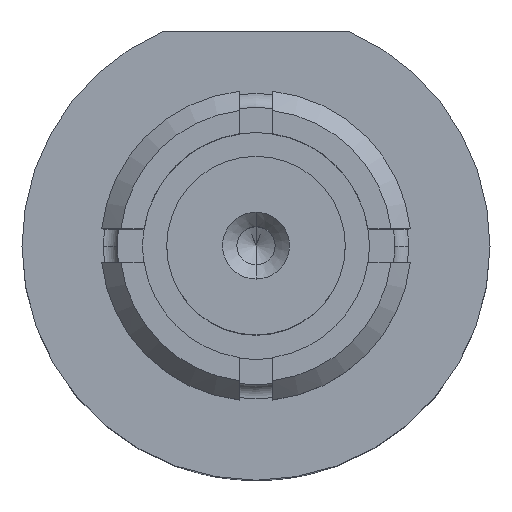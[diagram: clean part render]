
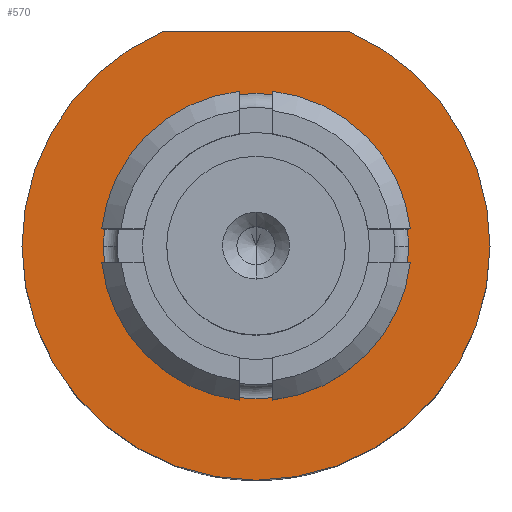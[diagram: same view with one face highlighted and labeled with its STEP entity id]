
A CAD part, top view. The second image highlights one B-rep face of the part: STEP entity #570.
In plain terms, the highlighted planar face has unit normal (0, 0, 1).
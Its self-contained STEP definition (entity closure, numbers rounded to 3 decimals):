
#8 = EDGE_CURVE ( 'NONE', #186, #1239, #1928, .T. ) ;
#34 = DIRECTION ( 'NONE',  ( 1., 0., 0. ) ) ;
#172 = DIRECTION ( 'NONE',  ( 1., 0., 0. ) ) ;
#182 = DIRECTION ( 'NONE',  ( 0., 0., 1. ) ) ;
#186 = VERTEX_POINT ( 'NONE', #1405 ) ;
#200 = EDGE_CURVE ( 'NONE', #1362, #785, #326, .T. ) ;
#290 = ORIENTED_EDGE ( 'NONE', *, *, #200, .T. ) ;
#326 = CIRCLE ( 'NONE', #1161, 2.45 ) ;
#357 = CARTESIAN_POINT ( 'NONE',  ( 0., 0., 1.625 ) ) ;
#383 = LINE ( 'NONE', #1935, #1524 ) ;
#426 = EDGE_CURVE ( 'NONE', #186, #785, #383, .T. ) ;
#497 = FACE_OUTER_BOUND ( 'NONE', #2319, .T. ) ;
#550 = PLANE ( 'NONE',  #866 ) ;
#562 = DIRECTION ( 'NONE',  ( 0., 0., 1. ) ) ;
#570 = ADVANCED_FACE ( 'NONE', ( #497, #1232 ), #550, .T. ) ;
#582 = ORIENTED_EDGE ( 'NONE', *, *, #801, .T. ) ;
#623 = CARTESIAN_POINT ( 'NONE',  ( 0.97, 2.25, 1.625 ) ) ;
#758 = CARTESIAN_POINT ( 'NONE',  ( 2.45, 0., 1.625 ) ) ;
#775 = AXIS2_PLACEMENT_3D ( 'NONE', #1520, #2268, #1908 ) ;
#785 = VERTEX_POINT ( 'NONE', #623 ) ;
#801 = EDGE_CURVE ( 'NONE', #2269, #889, #2090, .T. ) ;
#839 = EDGE_CURVE ( 'NONE', #889, #2269, #1122, .T. ) ;
#866 = AXIS2_PLACEMENT_3D ( 'NONE', #1829, #897, #904 ) ;
#869 = DIRECTION ( 'NONE',  ( 0., 0., 1. ) ) ;
#889 = VERTEX_POINT ( 'NONE', #1014 ) ;
#897 = DIRECTION ( 'NONE',  ( 0., 0., 1. ) ) ;
#904 = DIRECTION ( 'NONE',  ( 1., 0., 0. ) ) ;
#911 = CARTESIAN_POINT ( 'NONE',  ( 0., 0., 1.625 ) ) ;
#1009 = AXIS2_PLACEMENT_3D ( 'NONE', #357, #182, #172 ) ;
#1014 = CARTESIAN_POINT ( 'NONE',  ( -1.6, 0., 1.625 ) ) ;
#1044 = DIRECTION ( 'NONE',  ( 1., 0., 0. ) ) ;
#1093 = CARTESIAN_POINT ( 'NONE',  ( -2.45, 0., 1.625 ) ) ;
#1122 = CIRCLE ( 'NONE', #1266, 1.6 ) ;
#1161 = AXIS2_PLACEMENT_3D ( 'NONE', #911, #562, #34 ) ;
#1232 = FACE_BOUND ( 'NONE', #1562, .T. ) ;
#1236 = CARTESIAN_POINT ( 'NONE',  ( 0., 0., 1.625 ) ) ;
#1239 = VERTEX_POINT ( 'NONE', #1093 ) ;
#1266 = AXIS2_PLACEMENT_3D ( 'NONE', #2278, #1378, #2112 ) ;
#1272 = CIRCLE ( 'NONE', #1009, 2.45 ) ;
#1303 = CARTESIAN_POINT ( 'NONE',  ( 1.6, 0., 1.625 ) ) ;
#1362 = VERTEX_POINT ( 'NONE', #758 ) ;
#1378 = DIRECTION ( 'NONE',  ( 0., 0., -1. ) ) ;
#1405 = CARTESIAN_POINT ( 'NONE',  ( -0.97, 2.25, 1.625 ) ) ;
#1437 = ORIENTED_EDGE ( 'NONE', *, *, #426, .F. ) ;
#1486 = ORIENTED_EDGE ( 'NONE', *, *, #839, .T. ) ;
#1520 = CARTESIAN_POINT ( 'NONE',  ( 0., 0., 1.625 ) ) ;
#1524 = VECTOR ( 'NONE', #2293, 1000. ) ;
#1562 = EDGE_LOOP ( 'NONE', ( #582, #1486 ) ) ;
#1710 = EDGE_CURVE ( 'NONE', #1239, #1362, #1272, .T. ) ;
#1749 = AXIS2_PLACEMENT_3D ( 'NONE', #1236, #869, #1044 ) ;
#1760 = ORIENTED_EDGE ( 'NONE', *, *, #1710, .T. ) ;
#1829 = CARTESIAN_POINT ( 'NONE',  ( 0., 0., 1.625 ) ) ;
#1908 = DIRECTION ( 'NONE',  ( 1., 0., 0. ) ) ;
#1928 = CIRCLE ( 'NONE', #1749, 2.45 ) ;
#1935 = CARTESIAN_POINT ( 'NONE',  ( 0., 2.25, 1.625 ) ) ;
#2090 = CIRCLE ( 'NONE', #775, 1.6 ) ;
#2112 = DIRECTION ( 'NONE',  ( 1., 0., 0. ) ) ;
#2121 = ORIENTED_EDGE ( 'NONE', *, *, #8, .T. ) ;
#2268 = DIRECTION ( 'NONE',  ( 0., 0., -1. ) ) ;
#2269 = VERTEX_POINT ( 'NONE', #1303 ) ;
#2278 = CARTESIAN_POINT ( 'NONE',  ( 0., 0., 1.625 ) ) ;
#2293 = DIRECTION ( 'NONE',  ( 1., 0., 0. ) ) ;
#2319 = EDGE_LOOP ( 'NONE', ( #1437, #2121, #1760, #290 ) ) ;
